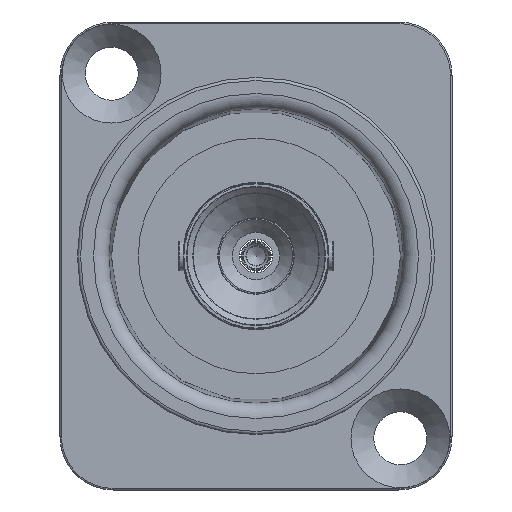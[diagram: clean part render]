
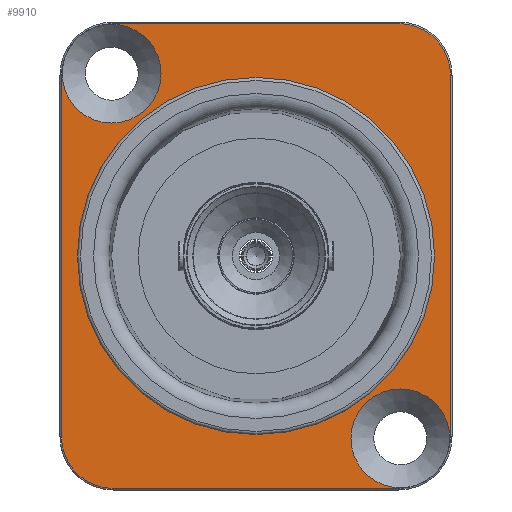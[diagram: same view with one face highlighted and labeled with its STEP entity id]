
A CAD part, front view. The second image highlights one B-rep face of the part: STEP entity #9910.
In plain terms, the highlighted planar face has unit normal (0, -1, 0).
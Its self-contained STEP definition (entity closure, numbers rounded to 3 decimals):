
#718=LINE('',#61325,#1034);
#719=LINE('',#61329,#1035);
#720=LINE('',#61333,#1036);
#721=LINE('',#61336,#1037);
#1034=VECTOR('',#12987,23.8);
#1035=VECTOR('',#12990,18.8);
#1036=VECTOR('',#12993,23.8);
#1037=VECTOR('',#12996,18.8);
#1738=PLANE('',#10838);
#1863=FACE_BOUND('',#3206,.T.);
#1864=FACE_BOUND('',#3207,.T.);
#1865=FACE_BOUND('',#3208,.T.);
#2480=FACE_OUTER_BOUND('',#3205,.T.);
#3205=EDGE_LOOP('',(#8966,#8967,#8968,#8969,#8970,#8971,#8972,#8973));
#3206=EDGE_LOOP('',(#8974));
#3207=EDGE_LOOP('',(#8975));
#3208=EDGE_LOOP('',(#8976));
#3732=CIRCLE('',#10839,3.4);
#3733=CIRCLE('',#10840,3.4);
#3734=CIRCLE('',#10841,3.4);
#3735=CIRCLE('',#10842,3.4);
#3736=CIRCLE('',#10843,3.25);
#3737=CIRCLE('',#10844,3.25);
#3738=CIRCLE('',#10845,11.75);
#4652=VERTEX_POINT('',#61321);
#4653=VERTEX_POINT('',#61322);
#4654=VERTEX_POINT('',#61324);
#4655=VERTEX_POINT('',#61326);
#4656=VERTEX_POINT('',#61328);
#4657=VERTEX_POINT('',#61330);
#4658=VERTEX_POINT('',#61332);
#4659=VERTEX_POINT('',#61334);
#4660=VERTEX_POINT('',#61337);
#4661=VERTEX_POINT('',#61339);
#4662=VERTEX_POINT('',#61341);
#6104=EDGE_CURVE('',#4652,#4653,#3732,.T.);
#6105=EDGE_CURVE('',#4653,#4654,#718,.T.);
#6106=EDGE_CURVE('',#4654,#4655,#3733,.T.);
#6107=EDGE_CURVE('',#4655,#4656,#719,.T.);
#6108=EDGE_CURVE('',#4656,#4657,#3734,.T.);
#6109=EDGE_CURVE('',#4657,#4658,#720,.T.);
#6110=EDGE_CURVE('',#4658,#4659,#3735,.T.);
#6111=EDGE_CURVE('',#4659,#4652,#721,.T.);
#6112=EDGE_CURVE('',#4660,#4660,#3736,.T.);
#6113=EDGE_CURVE('',#4661,#4661,#3737,.T.);
#6114=EDGE_CURVE('',#4662,#4662,#3738,.T.);
#8966=ORIENTED_EDGE('',*,*,#6104,.T.);
#8967=ORIENTED_EDGE('',*,*,#6105,.T.);
#8968=ORIENTED_EDGE('',*,*,#6106,.T.);
#8969=ORIENTED_EDGE('',*,*,#6107,.T.);
#8970=ORIENTED_EDGE('',*,*,#6108,.T.);
#8971=ORIENTED_EDGE('',*,*,#6109,.T.);
#8972=ORIENTED_EDGE('',*,*,#6110,.T.);
#8973=ORIENTED_EDGE('',*,*,#6111,.T.);
#8974=ORIENTED_EDGE('',*,*,#6112,.T.);
#8975=ORIENTED_EDGE('',*,*,#6113,.T.);
#8976=ORIENTED_EDGE('',*,*,#6114,.F.);
#9910=ADVANCED_FACE('',(#2480,#1863,#1864,#1865),#1738,.F.);
#10838=AXIS2_PLACEMENT_3D('',#61320,#12983,#12984);
#10839=AXIS2_PLACEMENT_3D('',#61323,#12985,#12986);
#10840=AXIS2_PLACEMENT_3D('',#61327,#12988,#12989);
#10841=AXIS2_PLACEMENT_3D('',#61331,#12991,#12992);
#10842=AXIS2_PLACEMENT_3D('',#61335,#12994,#12995);
#10843=AXIS2_PLACEMENT_3D('',#61338,#12997,#12998);
#10844=AXIS2_PLACEMENT_3D('',#61340,#12999,#13000);
#10845=AXIS2_PLACEMENT_3D('',#61342,#13001,#13002);
#12983=DIRECTION('center_axis',(0.,1.,0.));
#12984=DIRECTION('ref_axis',(1.,0.,0.));
#12985=DIRECTION('center_axis',(0.,-1.,0.));
#12986=DIRECTION('ref_axis',(0.,0.,-1.));
#12987=DIRECTION('',(0.,0.,1.));
#12988=DIRECTION('center_axis',(0.,-1.,0.));
#12989=DIRECTION('ref_axis',(1.,0.,0.));
#12990=DIRECTION('',(-1.,0.,0.));
#12991=DIRECTION('center_axis',(0.,-1.,0.));
#12992=DIRECTION('ref_axis',(0.,0.,1.));
#12993=DIRECTION('',(0.,0.,-1.));
#12994=DIRECTION('center_axis',(0.,-1.,0.));
#12995=DIRECTION('ref_axis',(-1.,0.,0.));
#12996=DIRECTION('',(1.,0.,0.));
#12997=DIRECTION('center_axis',(0.,1.,0.));
#12998=DIRECTION('ref_axis',(1.,0.,0.));
#12999=DIRECTION('center_axis',(0.,1.,0.));
#13000=DIRECTION('ref_axis',(1.,0.,0.));
#13001=DIRECTION('center_axis',(0.,-1.,0.));
#13002=DIRECTION('ref_axis',(-1.,0.,0.));
#61320=CARTESIAN_POINT('Origin',(0.,0.,0.));
#61321=CARTESIAN_POINT('',(9.4,0.,-15.3));
#61322=CARTESIAN_POINT('',(12.8,0.,-11.9));
#61323=CARTESIAN_POINT('Origin',(9.4,0.,-11.9));
#61324=CARTESIAN_POINT('',(12.8,0.,11.9));
#61325=CARTESIAN_POINT('',(12.8,0.,-11.9));
#61326=CARTESIAN_POINT('',(9.4,0.,15.3));
#61327=CARTESIAN_POINT('Origin',(9.4,0.,11.9));
#61328=CARTESIAN_POINT('',(-9.4,0.,15.3));
#61329=CARTESIAN_POINT('',(9.4,0.,15.3));
#61330=CARTESIAN_POINT('',(-12.8,0.,11.9));
#61331=CARTESIAN_POINT('Origin',(-9.4,0.,11.9));
#61332=CARTESIAN_POINT('',(-12.8,0.,-11.9));
#61333=CARTESIAN_POINT('',(-12.8,0.,11.9));
#61334=CARTESIAN_POINT('',(-9.4,0.,-15.3));
#61335=CARTESIAN_POINT('Origin',(-9.4,0.,-11.9));
#61336=CARTESIAN_POINT('',(-9.4,0.,-15.3));
#61337=CARTESIAN_POINT('',(-12.75,0.,12.));
#61338=CARTESIAN_POINT('Origin',(-9.5,0.,12.));
#61339=CARTESIAN_POINT('',(6.25,0.,-12.));
#61340=CARTESIAN_POINT('Origin',(9.5,0.,-12.));
#61341=CARTESIAN_POINT('',(11.75,0.,0.));
#61342=CARTESIAN_POINT('Origin',(0.,0.,0.));
